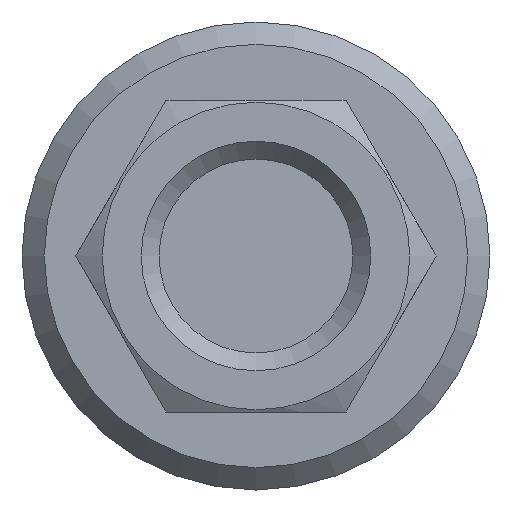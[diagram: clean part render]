
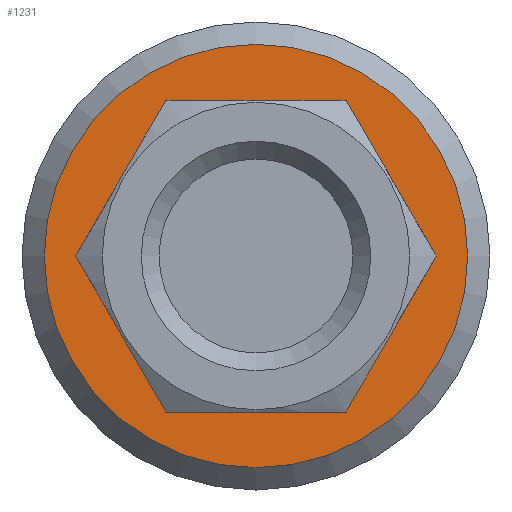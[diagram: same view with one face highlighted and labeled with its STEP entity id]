
A CAD part, front view. The second image highlights one B-rep face of the part: STEP entity #1231.
In plain terms, the highlighted planar face has unit normal (0, -1, 0).
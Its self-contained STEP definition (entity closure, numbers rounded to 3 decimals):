
#77=LINE('',#1724,#131);
#88=LINE('',#1764,#142);
#92=LINE('',#1789,#146);
#93=LINE('',#1797,#147);
#94=LINE('',#1799,#148);
#95=LINE('',#1801,#149);
#131=VECTOR('',#1475,1000.);
#142=VECTOR('',#1514,1000.);
#146=VECTOR('',#1538,1000.);
#147=VECTOR('',#1541,1000.);
#148=VECTOR('',#1542,1000.);
#149=VECTOR('',#1543,1000.);
#174=PLANE('',#1328);
#327=ORIENTED_EDGE('',*,*,#448,.F.);
#328=ORIENTED_EDGE('',*,*,#473,.F.);
#329=ORIENTED_EDGE('',*,*,#474,.F.);
#330=ORIENTED_EDGE('',*,*,#475,.F.);
#331=ORIENTED_EDGE('',*,*,#463,.F.);
#332=ORIENTED_EDGE('',*,*,#471,.F.);
#333=ORIENTED_EDGE('',*,*,#395,.F.);
#395=EDGE_CURVE('',#495,#495,#571,.T.);
#448=EDGE_CURVE('',#541,#543,#77,.T.);
#463=EDGE_CURVE('',#551,#552,#88,.T.);
#471=EDGE_CURVE('',#543,#551,#92,.T.);
#473=EDGE_CURVE('',#557,#541,#93,.T.);
#474=EDGE_CURVE('',#558,#557,#94,.T.);
#475=EDGE_CURVE('',#552,#558,#95,.T.);
#495=VERTEX_POINT('',#1603);
#541=VERTEX_POINT('',#1722);
#543=VERTEX_POINT('',#1725);
#551=VERTEX_POINT('',#1763);
#552=VERTEX_POINT('',#1765);
#557=VERTEX_POINT('',#1798);
#558=VERTEX_POINT('',#1800);
#571=CIRCLE('',#1263,9.5);
#670=EDGE_LOOP('',(#327,#328,#329,#330,#331,#332));
#671=EDGE_LOOP('',(#333));
#762=FACE_BOUND('',#670,.T.);
#763=FACE_BOUND('',#671,.T.);
#1231=ADVANCED_FACE('',(#762,#763),#174,.F.);
#1263=AXIS2_PLACEMENT_3D('',#1602,#1360,#1361);
#1328=AXIS2_PLACEMENT_3D('',#1796,#1539,#1540);
#1360=DIRECTION('',(0.,1.,0.));
#1361=DIRECTION('',(0.,0.,1.));
#1475=DIRECTION('',(-0.5,0.,0.866));
#1514=DIRECTION('',(-0.5,0.,-0.866));
#1538=DIRECTION('',(-1.,0.,0.));
#1539=DIRECTION('',(0.,1.,0.));
#1540=DIRECTION('',(1.,0.,0.));
#1541=DIRECTION('',(0.5,0.,0.866));
#1542=DIRECTION('',(1.,0.,0.));
#1543=DIRECTION('',(0.5,0.,-0.866));
#1602=CARTESIAN_POINT('',(0.,7.5,0.));
#1603=CARTESIAN_POINT('',(0.,7.5,9.5));
#1722=CARTESIAN_POINT('',(8.083,7.5,0.));
#1724=CARTESIAN_POINT('',(8.083,7.5,0.));
#1725=CARTESIAN_POINT('',(4.041,7.5,7.));
#1763=CARTESIAN_POINT('',(-4.041,7.5,7.));
#1764=CARTESIAN_POINT('',(-4.041,7.5,7.));
#1765=CARTESIAN_POINT('',(-8.083,7.5,0.));
#1789=CARTESIAN_POINT('',(-5.9,7.5,7.));
#1796=CARTESIAN_POINT('',(-5.9,7.5,0.));
#1797=CARTESIAN_POINT('',(4.041,7.5,-7.));
#1798=CARTESIAN_POINT('',(4.041,7.5,-7.));
#1799=CARTESIAN_POINT('',(-5.9,7.5,-7.));
#1800=CARTESIAN_POINT('',(-4.041,7.5,-7.));
#1801=CARTESIAN_POINT('',(-8.083,7.5,0.));
